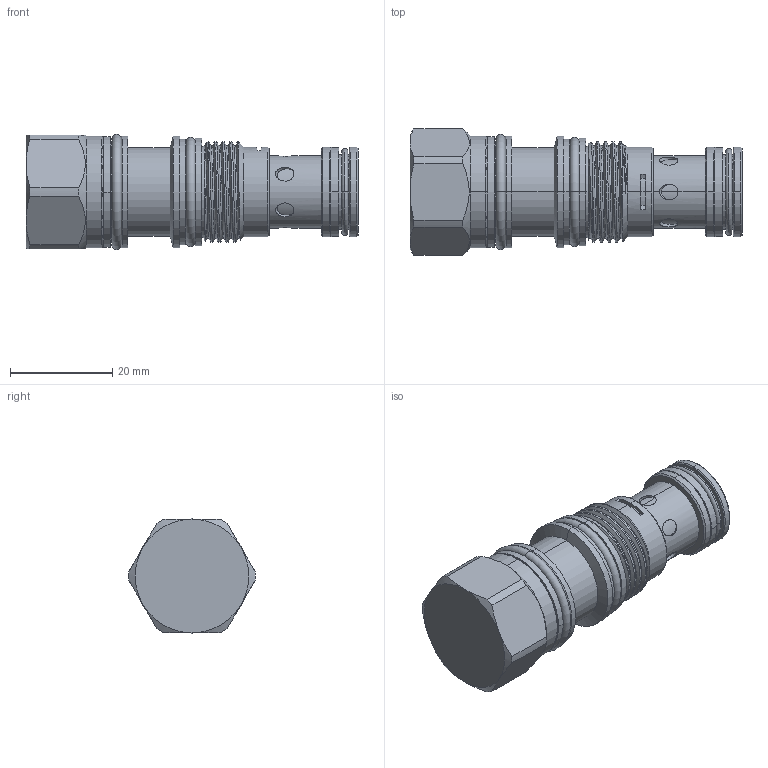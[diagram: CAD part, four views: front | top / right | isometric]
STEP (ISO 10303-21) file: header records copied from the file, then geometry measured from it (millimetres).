
FILE_DESCRIPTION (( 'STEP AP214' ), '1' );
FILE_NAME ('CV11A21-N.STEP', '2016-05-17T07:36:08', ( '' ), ( '' ), 'SwSTEP 2.0', 'SolidWorks 2012', '' );
FILE_SCHEMA (( 'AUTOMOTIVE_DESIGN' ));
Length unit declared in the file: millimetre
Products named in the file (1): CV11A21-N
Bounding box: 64.97 x 24.79 x 22.55 mm (x, y, z)
Volume: 18261.7 mm3; surface area: 7484.5 mm2
Topology: 3 solids, 3 shells, 193 faces, 436 edges, 266 vertices
Faces by surface type: cylinder 95, plane 33, cone 32, torus 30, bspline 3
Entity records: 8745 total; most frequent: CARTESIAN_POINT 4395, DIRECTION 947, ORIENTED_EDGE 872, EDGE_CURVE 436, AXIS2_PLACEMENT_3D 409, VERTEX_POINT 266, CIRCLE 218, EDGE_LOOP 214
